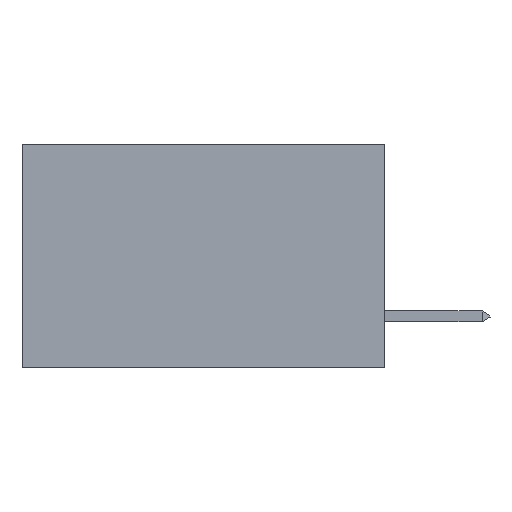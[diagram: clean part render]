
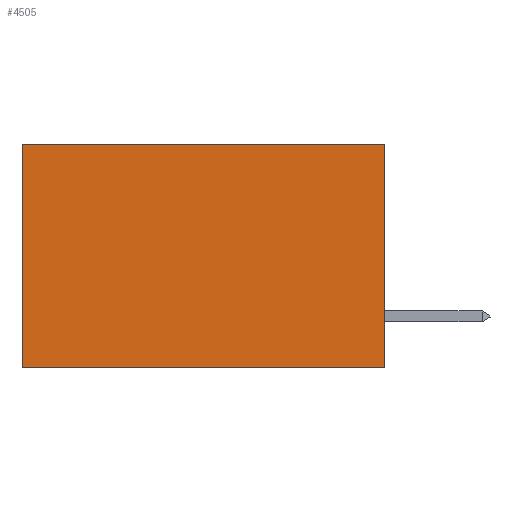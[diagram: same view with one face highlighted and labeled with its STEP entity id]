
A CAD part, left-side view. The second image highlights one B-rep face of the part: STEP entity #4505.
In plain terms, the highlighted planar face has unit normal (-1, 0, 0).
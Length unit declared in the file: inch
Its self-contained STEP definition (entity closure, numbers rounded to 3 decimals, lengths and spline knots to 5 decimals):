
#856 = ORIENTED_EDGE ( 'NONE', *, *, #5213, .F. ) ;
#1121 = VECTOR ( 'NONE', #10926, 39.37008 ) ;
#1288 = LINE ( 'NONE', #4166, #3331 ) ;
#1389 = CARTESIAN_POINT ( 'NONE',  ( 0.2875, 0., 0. ) ) ;
#1391 = EDGE_CURVE ( 'NONE', #5694, #11492, #9350, .T. ) ;
#1891 = CARTESIAN_POINT ( 'NONE',  ( 0.2875, 0., -0.37 ) ) ;
#1936 = CARTESIAN_POINT ( 'NONE',  ( 0.2875, 0.6, 0. ) ) ;
#3093 = ORIENTED_EDGE ( 'NONE', *, *, #8422, .T. ) ;
#3202 = DIRECTION ( 'NONE',  ( 0., 1., 0. ) ) ;
#3231 = DIRECTION ( 'NONE',  ( 1., 0., 0. ) ) ;
#3331 = VECTOR ( 'NONE', #3202, 39.37008 ) ;
#3357 = VERTEX_POINT ( 'NONE', #10982 ) ;
#4166 = CARTESIAN_POINT ( 'NONE',  ( 0.2875, 0., 0. ) ) ;
#4505 = ADVANCED_FACE ( 'NONE', ( #5780 ), #5093, .F. ) ;
#4736 = CARTESIAN_POINT ( 'NONE',  ( 0.2875, 0., 0. ) ) ;
#5006 = ORIENTED_EDGE ( 'NONE', *, *, #1391, .F. ) ;
#5093 = PLANE ( 'NONE',  #6285 ) ;
#5213 = EDGE_CURVE ( 'NONE', #11492, #3357, #11834, .T. ) ;
#5256 = ORIENTED_EDGE ( 'NONE', *, *, #10594, .T. ) ;
#5694 = VERTEX_POINT ( 'NONE', #8388 ) ;
#5780 = FACE_OUTER_BOUND ( 'NONE', #12329, .T. ) ;
#6285 = AXIS2_PLACEMENT_3D ( 'NONE', #1389, #3231, #12250 ) ;
#7944 = VECTOR ( 'NONE', #11090, 39.37008 ) ;
#8388 = CARTESIAN_POINT ( 'NONE',  ( 0.2875, 0., 0. ) ) ;
#8422 = EDGE_CURVE ( 'NONE', #5694, #10314, #1288, .T. ) ;
#8724 = DIRECTION ( 'NONE',  ( 0., 0., -1. ) ) ;
#9350 = LINE ( 'NONE', #4736, #11673 ) ;
#10314 = VERTEX_POINT ( 'NONE', #12560 ) ;
#10594 = EDGE_CURVE ( 'NONE', #10314, #3357, #12196, .T. ) ;
#10741 = CARTESIAN_POINT ( 'NONE',  ( 0.2875, 0., -0.37 ) ) ;
#10926 = DIRECTION ( 'NONE',  ( 0., 0., -1. ) ) ;
#10982 = CARTESIAN_POINT ( 'NONE',  ( 0.2875, 0.6, -0.37 ) ) ;
#11090 = DIRECTION ( 'NONE',  ( 0., 1., 0. ) ) ;
#11492 = VERTEX_POINT ( 'NONE', #10741 ) ;
#11673 = VECTOR ( 'NONE', #8724, 39.37008 ) ;
#11834 = LINE ( 'NONE', #1891, #7944 ) ;
#12196 = LINE ( 'NONE', #1936, #1121 ) ;
#12250 = DIRECTION ( 'NONE',  ( 0., 0., -1. ) ) ;
#12329 = EDGE_LOOP ( 'NONE', ( #5256, #856, #5006, #3093 ) ) ;
#12560 = CARTESIAN_POINT ( 'NONE',  ( 0.2875, 0.6, 0. ) ) ;
